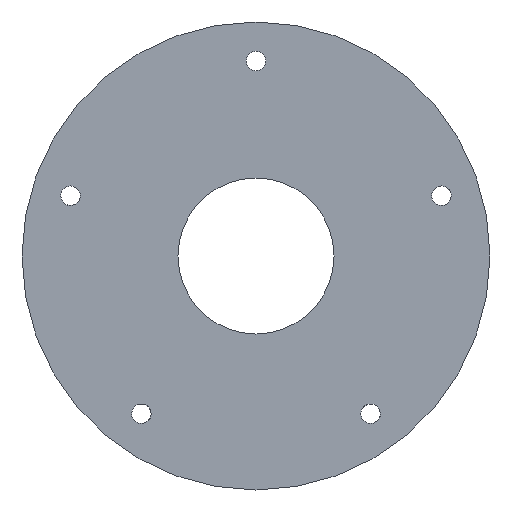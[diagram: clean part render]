
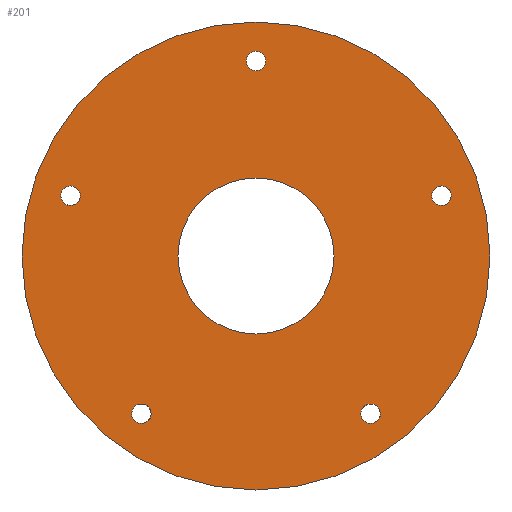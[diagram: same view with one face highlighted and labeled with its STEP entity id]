
A CAD part, left-side view. The second image highlights one B-rep face of the part: STEP entity #201.
In plain terms, the highlighted planar face has unit normal (-1, 0, 0).
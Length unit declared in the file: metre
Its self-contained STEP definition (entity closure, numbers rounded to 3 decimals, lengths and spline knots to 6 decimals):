
#23=PLANE('',#239);
#41=ORIENTED_EDGE('',*,*,#72,.T.);
#42=ORIENTED_EDGE('',*,*,#73,.T.);
#43=ORIENTED_EDGE('',*,*,#74,.T.);
#44=ORIENTED_EDGE('',*,*,#75,.T.);
#45=ORIENTED_EDGE('',*,*,#76,.T.);
#46=ORIENTED_EDGE('',*,*,#71,.F.);
#47=ORIENTED_EDGE('',*,*,#77,.T.);
#71=EDGE_CURVE('',#89,#89,#107,.F.);
#72=EDGE_CURVE('',#90,#90,#108,.F.);
#73=EDGE_CURVE('',#91,#91,#109,.F.);
#74=EDGE_CURVE('',#92,#92,#110,.F.);
#75=EDGE_CURVE('',#93,#93,#111,.F.);
#76=EDGE_CURVE('',#94,#94,#112,.F.);
#77=EDGE_CURVE('',#95,#95,#113,.F.);
#89=VERTEX_POINT('',#346);
#90=VERTEX_POINT('',#349);
#91=VERTEX_POINT('',#351);
#92=VERTEX_POINT('',#353);
#93=VERTEX_POINT('',#355);
#94=VERTEX_POINT('',#357);
#95=VERTEX_POINT('',#359);
#107=CIRCLE('',#238,0.028575);
#108=CIRCLE('',#240,0.001191);
#109=CIRCLE('',#241,0.001191);
#110=CIRCLE('',#242,0.001191);
#111=CIRCLE('',#243,0.001191);
#112=CIRCLE('',#244,0.001191);
#113=CIRCLE('',#245,0.009525);
#131=EDGE_LOOP('',(#41));
#132=EDGE_LOOP('',(#42));
#133=EDGE_LOOP('',(#43));
#134=EDGE_LOOP('',(#44));
#135=EDGE_LOOP('',(#45));
#136=EDGE_LOOP('',(#46));
#137=EDGE_LOOP('',(#47));
#167=FACE_BOUND('',#131,.T.);
#168=FACE_BOUND('',#132,.T.);
#169=FACE_BOUND('',#133,.T.);
#170=FACE_BOUND('',#134,.T.);
#171=FACE_BOUND('',#135,.T.);
#172=FACE_BOUND('',#136,.T.);
#173=FACE_BOUND('',#137,.T.);
#201=ADVANCED_FACE('',(#167,#168,#169,#170,#171,#172,#173),#23,.F.);
#238=AXIS2_PLACEMENT_3D('',#345,#288,#289);
#239=AXIS2_PLACEMENT_3D('',#347,#290,#291);
#240=AXIS2_PLACEMENT_3D('',#348,#292,#293);
#241=AXIS2_PLACEMENT_3D('',#350,#294,#295);
#242=AXIS2_PLACEMENT_3D('',#352,#296,#297);
#243=AXIS2_PLACEMENT_3D('',#354,#298,#299);
#244=AXIS2_PLACEMENT_3D('',#356,#300,#301);
#245=AXIS2_PLACEMENT_3D('',#358,#302,#303);
#288=DIRECTION('',(-1.,0.,0.));
#289=DIRECTION('',(0.,-1.,0.));
#290=DIRECTION('',(1.,0.,0.));
#291=DIRECTION('',(0.,-0.988,0.156));
#292=DIRECTION('',(-1.,0.,0.));
#293=DIRECTION('',(0.,-0.309,-0.951));
#294=DIRECTION('',(-1.,0.,0.));
#295=DIRECTION('',(0.,0.809,-0.588));
#296=DIRECTION('',(-1.,0.,0.));
#297=DIRECTION('',(0.,0.809,0.588));
#298=DIRECTION('',(-1.,0.,0.));
#299=DIRECTION('',(0.,-0.309,0.951));
#300=DIRECTION('',(-1.,0.,0.));
#301=DIRECTION('',(0.,-1.,0.));
#302=DIRECTION('',(-1.,0.,0.));
#303=DIRECTION('',(0.,-1.,0.));
#345=CARTESIAN_POINT('',(-0.358342,-0.176801,0.0335));
#346=CARTESIAN_POINT('',(-0.358342,-0.205376,0.0335));
#347=CARTESIAN_POINT('',(-0.358342,-0.327906,0.068253));
#348=CARTESIAN_POINT('',(-0.358342,-0.199448,0.040859));
#349=CARTESIAN_POINT('',(-0.358342,-0.199816,0.039726));
#350=CARTESIAN_POINT('',(-0.358342,-0.190798,0.014236));
#351=CARTESIAN_POINT('',(-0.358342,-0.189834,0.013536));
#352=CARTESIAN_POINT('',(-0.358342,-0.162804,0.014236));
#353=CARTESIAN_POINT('',(-0.358342,-0.161841,0.014935));
#354=CARTESIAN_POINT('',(-0.358342,-0.154154,0.040859));
#355=CARTESIAN_POINT('',(-0.358342,-0.154522,0.041991));
#356=CARTESIAN_POINT('',(-0.358342,-0.176801,0.057313));
#357=CARTESIAN_POINT('',(-0.358342,-0.177992,0.057313));
#358=CARTESIAN_POINT('',(-0.358342,-0.176801,0.0335));
#359=CARTESIAN_POINT('',(-0.358342,-0.186326,0.0335));
